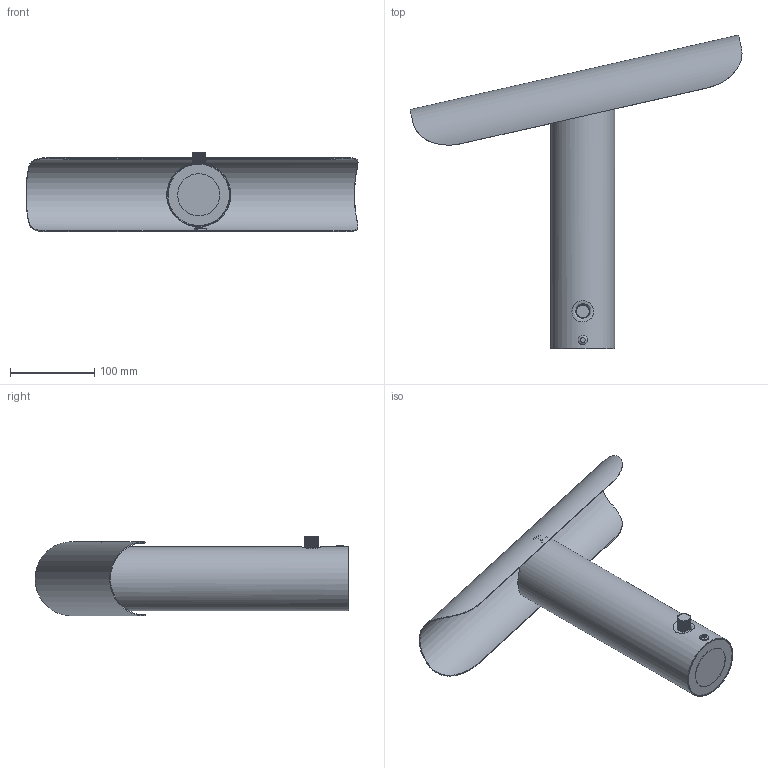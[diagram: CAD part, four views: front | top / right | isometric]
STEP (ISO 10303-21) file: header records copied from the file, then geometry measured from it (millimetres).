
FILE_DESCRIPTION (( 'STEP AP214' ), '1' );
FILE_NAME ('T-lamp_v1.0.STEP', '2025-05-13T15:17:16', ( '' ), ( '' ), 'SwSTEP 2.0', 'SolidWorks 2017', '' );
FILE_SCHEMA (( 'AUTOMOTIVE_DESIGN' ));
Length unit declared in the file: millimetre
Products named in the file (14): T-lamp lampshade hinge; Main tube_Brass; T-lamp main tube subassembly_Brass; T-lamp_v1.0; M4 Washer plastic_Translucent; M4x12mm Set Screw; bottom sticker_donut; Turning knob_Brass; T-lamp lampshade_Brass; bottom sticker; Grommet 10mm outer radius; T-lamp_main tube placeholder for diffuser_Brass; diffuser plate; T-lamp lampshade subassembly_Brass
Assembly tree (16 placements, depth 3):
  T-lamp_v1.0
    T-lamp main tube subassembly_Brass
      Main tube_Brass
      T-lamp_main tube placeholder for diffuser_Brass
    Turning knob_Brass
    diffuser plate
    Grommet 10mm outer radius
    T-lamp lampshade subassembly_Brass
      T-lamp lampshade_Brass
      T-lamp lampshade hinge  x2
      M4x12mm Set Screw  x2
      M4 Washer plastic_Translucent  x2
    bottom sticker
    bottom sticker_donut
Bounding box: 394.24 x 372.67 x 94.59 mm (x, y, z)
Volume: 159192.9 mm3; surface area: 291399.8 mm2
Topology: 14 solids, 14 shells, 291 faces, 771 edges, 514 vertices
Faces by surface type: plane 172, cylinder 101, bspline 13, cone 5
Full cylindrical faces by diameter (mm): 2 x2, 3 x2, 4 x2, 4.2 x4, 5.75 x1, 6 x1, 8 x2, 8.5 x2, 9.5 x1, 13.2 x1, 50 x1, 73 x1, 74 x1, 75 x1, 76 x1
Entity records: 16308 total; most frequent: CARTESIAN_POINT 9701, ORIENTED_EDGE 1336, DIRECTION 1102, EDGE_CURVE 668, VERTEX_POINT 464, AXIS2_PLACEMENT_3D 443, EDGE_LOOP 326, FACE_OUTER_BOUND 291
